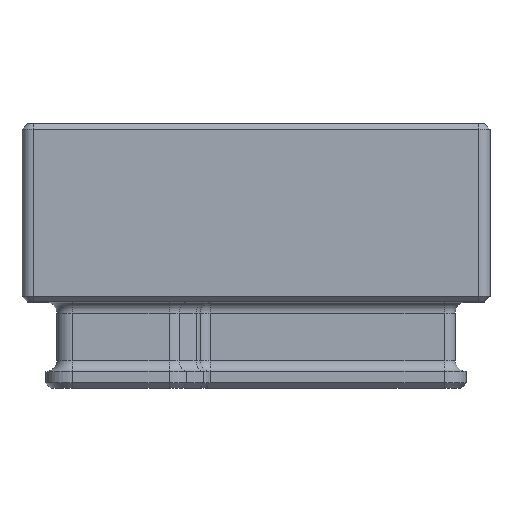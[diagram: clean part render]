
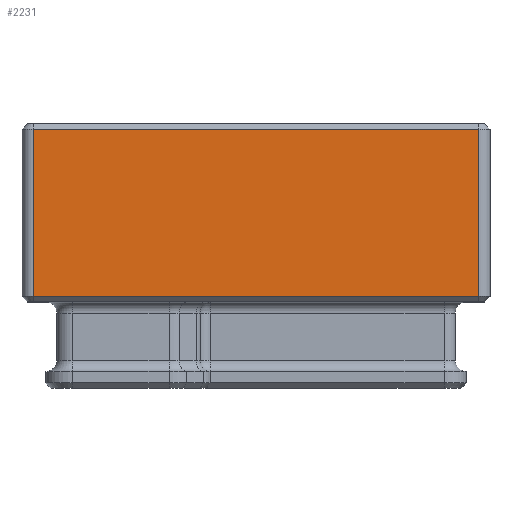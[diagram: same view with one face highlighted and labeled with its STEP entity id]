
A CAD part, top view. The second image highlights one B-rep face of the part: STEP entity #2231.
In plain terms, the highlighted planar face has unit normal (0, 0, 1).
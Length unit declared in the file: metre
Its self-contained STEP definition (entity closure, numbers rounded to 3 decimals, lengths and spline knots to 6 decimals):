
#294=ORIENTED_EDGE('',*,*,#960,.T.);
#295=ORIENTED_EDGE('',*,*,#961,.T.);
#296=ORIENTED_EDGE('',*,*,#962,.T.);
#297=ORIENTED_EDGE('',*,*,#963,.T.);
#960=EDGE_CURVE('',#1292,#1293,#1480,.T.);
#961=EDGE_CURVE('',#1293,#1294,#1481,.T.);
#962=EDGE_CURVE('',#1294,#1295,#1482,.F.);
#963=EDGE_CURVE('',#1295,#1292,#1483,.T.);
#1292=VERTEX_POINT('',#3543);
#1293=VERTEX_POINT('',#3544);
#1294=VERTEX_POINT('',#3546);
#1295=VERTEX_POINT('',#3548);
#1480=LINE('',#3542,#1686);
#1481=LINE('',#3545,#1687);
#1482=LINE('',#3547,#1688);
#1483=LINE('',#3549,#1689);
#1686=VECTOR('',#2750,1.);
#1687=VECTOR('',#2751,1.);
#1688=VECTOR('',#2752,1.);
#1689=VECTOR('',#2753,1.);
#1863=EDGE_LOOP('',(#294,#295,#296,#297));
#2017=FACE_BOUND('',#1863,.T.);
#2170=PLANE('',#2405);
#2231=ADVANCED_FACE('',(#2017),#2170,.T.);
#2405=AXIS2_PLACEMENT_3D('',#3541,#2748,#2749);
#2748=DIRECTION('',(0.,0.,1.));
#2749=DIRECTION('',(1.,0.,0.));
#2750=DIRECTION('',(0.,-1.,0.));
#2751=DIRECTION('',(1.,0.,0.));
#2752=DIRECTION('',(0.,-1.,0.));
#2753=DIRECTION('',(-1.,0.,0.));
#3541=CARTESIAN_POINT('',(0.,-0.104418,0.0025));
#3542=CARTESIAN_POINT('',(-0.04,-0.134418,0.0025));
#3543=CARTESIAN_POINT('',(-0.04,-0.105418,0.0025));
#3544=CARTESIAN_POINT('',(-0.04,-0.135418,0.0025));
#3545=CARTESIAN_POINT('',(0.,-0.135418,0.0025));
#3546=CARTESIAN_POINT('',(0.04,-0.135418,0.0025));
#3547=CARTESIAN_POINT('',(0.04,-0.104418,0.0025));
#3548=CARTESIAN_POINT('',(0.04,-0.105418,0.0025));
#3549=CARTESIAN_POINT('',(-0.04,-0.105418,0.0025));
